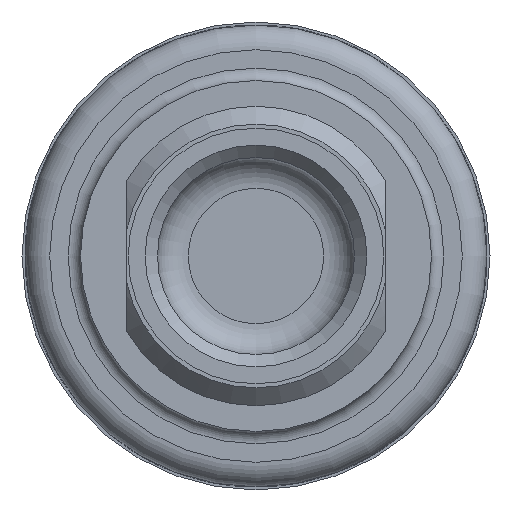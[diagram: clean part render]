
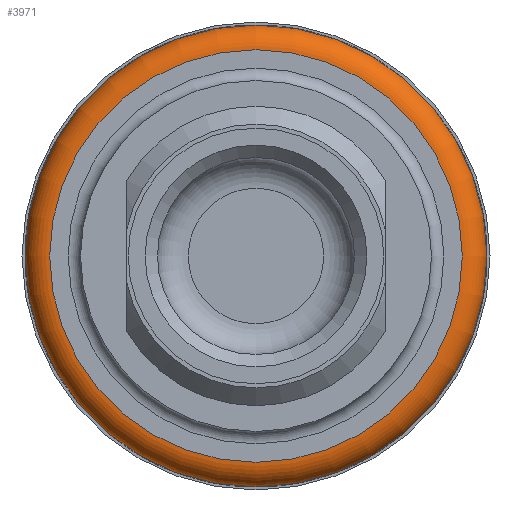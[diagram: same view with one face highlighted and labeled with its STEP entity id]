
A CAD part, front view. The second image highlights one B-rep face of the part: STEP entity #3971.
In plain terms, the highlighted toroidal (fillet/blend) face has major radius 6.7 mm and minor radius 0.8 mm.
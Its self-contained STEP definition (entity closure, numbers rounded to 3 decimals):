
#21=TOROIDAL_SURFACE('',#4195,6.7,0.8);
#818=ORIENTED_EDGE('',*,*,#1644,.T.);
#819=ORIENTED_EDGE('',*,*,#1570,.F.);
#1570=EDGE_CURVE('',#1986,#1986,#2218,.T.);
#1644=EDGE_CURVE('',#2058,#2058,#2242,.T.);
#1986=VERTEX_POINT('',#5416);
#2058=VERTEX_POINT('',#5698);
#2218=CIRCLE('',#4162,7.5);
#2242=CIRCLE('',#4194,6.7);
#2322=EDGE_LOOP('',(#818));
#2323=EDGE_LOOP('',(#819));
#2526=FACE_BOUND('',#2322,.T.);
#2527=FACE_BOUND('',#2323,.T.);
#3971=ADVANCED_FACE('',(#2526,#2527),#21,.T.);
#4162=AXIS2_PLACEMENT_3D('',#5415,#4474,#4475);
#4194=AXIS2_PLACEMENT_3D('',#5697,#4556,#4557);
#4195=AXIS2_PLACEMENT_3D('',#5699,#4558,#4559);
#4474=DIRECTION('',(0.,1.,0.));
#4475=DIRECTION('',(-1.,0.,0.));
#4556=DIRECTION('',(0.,1.,0.));
#4557=DIRECTION('',(-1.,0.,0.));
#4558=DIRECTION('',(0.,1.,0.));
#4559=DIRECTION('',(-1.,0.,0.));
#5415=CARTESIAN_POINT('',(0.,7.3,0.));
#5416=CARTESIAN_POINT('',(-7.5,7.3,0.));
#5697=CARTESIAN_POINT('',(0.,6.5,0.));
#5698=CARTESIAN_POINT('',(-6.7,6.5,0.));
#5699=CARTESIAN_POINT('',(0.,7.3,0.));
